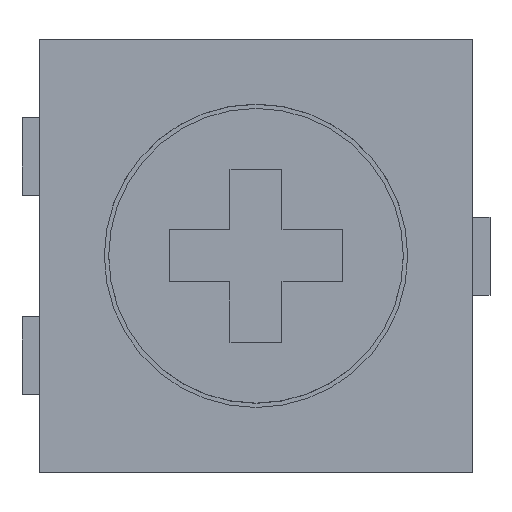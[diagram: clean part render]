
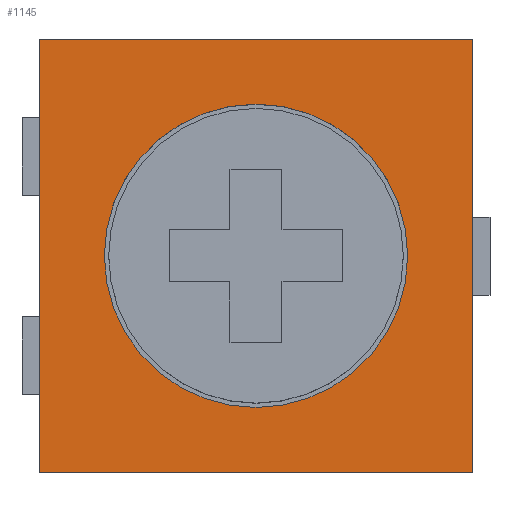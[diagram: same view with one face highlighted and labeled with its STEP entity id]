
A CAD part, top view. The second image highlights one B-rep face of the part: STEP entity #1145.
In plain terms, the highlighted planar face has unit normal (0, 0, 1).
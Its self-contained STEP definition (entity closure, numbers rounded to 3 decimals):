
#17 = DIRECTION ( 'NONE',  ( 0., -1., 0. ) ) ;
#27 = CARTESIAN_POINT ( 'NONE',  ( 0.75, 2.5, 2.7 ) ) ;
#28 = CARTESIAN_POINT ( 'NONE',  ( 0., 0., 2.7 ) ) ;
#33 = VECTOR ( 'NONE', #1005, 1000. ) ;
#66 = FACE_BOUND ( 'NONE', #275, .T. ) ;
#116 = DIRECTION ( 'NONE',  ( 0., 0., -1. ) ) ;
#155 = LINE ( 'NONE', #972, #740 ) ;
#275 = EDGE_LOOP ( 'NONE', ( #1109, #805 ) ) ;
#298 = ORIENTED_EDGE ( 'NONE', *, *, #1138, .T. ) ;
#334 = EDGE_CURVE ( 'NONE', #1120, #502, #1658, .T. ) ;
#340 = PLANE ( 'NONE',  #629 ) ;
#361 = CARTESIAN_POINT ( 'NONE',  ( 0., 0., 2.7 ) ) ;
#409 = CIRCLE ( 'NONE', #634, 1.75 ) ;
#416 = CARTESIAN_POINT ( 'NONE',  ( 5., 0., 2.7 ) ) ;
#465 = CARTESIAN_POINT ( 'NONE',  ( 4.25, 2.5, 2.7 ) ) ;
#492 = DIRECTION ( 'NONE',  ( -1., 0., 0. ) ) ;
#502 = VERTEX_POINT ( 'NONE', #1219 ) ;
#521 = EDGE_CURVE ( 'NONE', #1567, #1120, #839, .T. ) ;
#535 = CARTESIAN_POINT ( 'NONE',  ( 5., 0., 2.7 ) ) ;
#548 = VERTEX_POINT ( 'NONE', #27 ) ;
#608 = CARTESIAN_POINT ( 'NONE',  ( 0., 0., 2.7 ) ) ;
#614 = LINE ( 'NONE', #361, #797 ) ;
#620 = VERTEX_POINT ( 'NONE', #465 ) ;
#629 = AXIS2_PLACEMENT_3D ( 'NONE', #608, #1529, #492 ) ;
#634 = AXIS2_PLACEMENT_3D ( 'NONE', #1315, #116, #1549 ) ;
#709 = VECTOR ( 'NONE', #947, 1000. ) ;
#718 = CARTESIAN_POINT ( 'NONE',  ( 2.5, 2.5, 2.7 ) ) ;
#732 = DIRECTION ( 'NONE',  ( 1., 0., 0. ) ) ;
#740 = VECTOR ( 'NONE', #17, 1000. ) ;
#773 = CIRCLE ( 'NONE', #1246, 1.75 ) ;
#797 = VECTOR ( 'NONE', #732, 1000. ) ;
#805 = ORIENTED_EDGE ( 'NONE', *, *, #1407, .T. ) ;
#812 = EDGE_CURVE ( 'NONE', #502, #1392, #155, .T. ) ;
#839 = LINE ( 'NONE', #416, #709 ) ;
#947 = DIRECTION ( 'NONE',  ( 0., 1., 0. ) ) ;
#972 = CARTESIAN_POINT ( 'NONE',  ( 0., 0., 2.7 ) ) ;
#1005 = DIRECTION ( 'NONE',  ( -1., 0., 0. ) ) ;
#1007 = FACE_OUTER_BOUND ( 'NONE', #1283, .T. ) ;
#1095 = DIRECTION ( 'NONE',  ( -1., 0., 0. ) ) ;
#1104 = DIRECTION ( 'NONE',  ( 0., 0., -1. ) ) ;
#1109 = ORIENTED_EDGE ( 'NONE', *, *, #1550, .T. ) ;
#1120 = VERTEX_POINT ( 'NONE', #1648 ) ;
#1138 = EDGE_CURVE ( 'NONE', #1392, #1567, #614, .T. ) ;
#1145 = ADVANCED_FACE ( 'NONE', ( #66, #1007 ), #340, .F. ) ;
#1208 = ORIENTED_EDGE ( 'NONE', *, *, #334, .T. ) ;
#1219 = CARTESIAN_POINT ( 'NONE',  ( 0., 5., 2.7 ) ) ;
#1246 = AXIS2_PLACEMENT_3D ( 'NONE', #718, #1104, #1095 ) ;
#1283 = EDGE_LOOP ( 'NONE', ( #1624, #298, #1379, #1208 ) ) ;
#1315 = CARTESIAN_POINT ( 'NONE',  ( 2.5, 2.5, 2.7 ) ) ;
#1379 = ORIENTED_EDGE ( 'NONE', *, *, #521, .T. ) ;
#1392 = VERTEX_POINT ( 'NONE', #28 ) ;
#1402 = CARTESIAN_POINT ( 'NONE',  ( 0., 5., 2.7 ) ) ;
#1407 = EDGE_CURVE ( 'NONE', #548, #620, #773, .T. ) ;
#1529 = DIRECTION ( 'NONE',  ( 0., 0., -1. ) ) ;
#1549 = DIRECTION ( 'NONE',  ( -1., 0., 0. ) ) ;
#1550 = EDGE_CURVE ( 'NONE', #620, #548, #409, .T. ) ;
#1567 = VERTEX_POINT ( 'NONE', #535 ) ;
#1624 = ORIENTED_EDGE ( 'NONE', *, *, #812, .T. ) ;
#1648 = CARTESIAN_POINT ( 'NONE',  ( 5., 5., 2.7 ) ) ;
#1658 = LINE ( 'NONE', #1402, #33 ) ;
